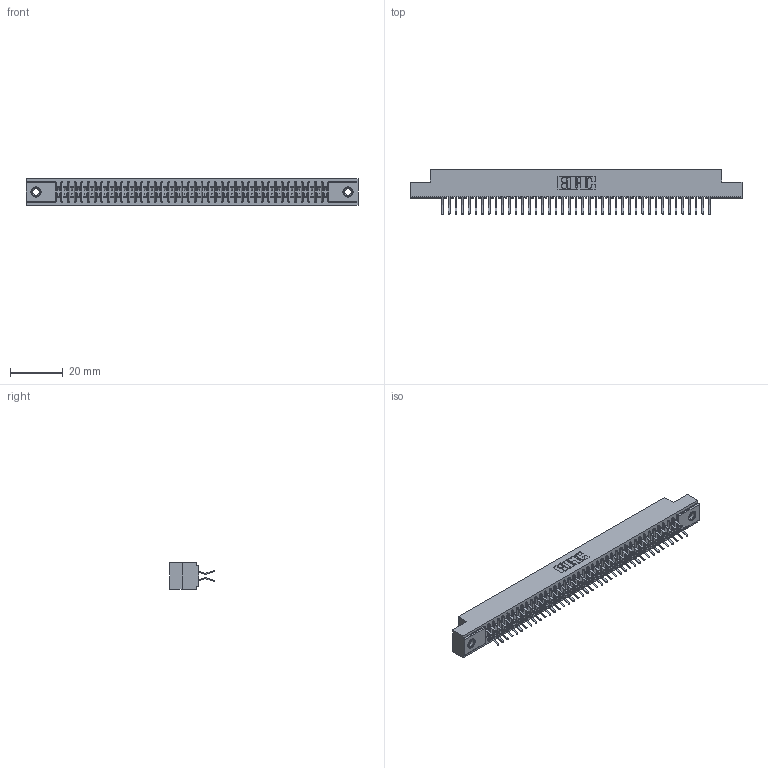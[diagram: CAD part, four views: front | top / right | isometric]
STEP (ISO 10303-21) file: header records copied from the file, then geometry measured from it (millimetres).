
FILE_DESCRIPTION (( 'STEP AP203' ), '1' );
FILE_NAME ('341-082-556-207.STEP', '2018-08-07T22:21:04', ( '' ), ( '' ), 'SwSTEP 2.0', 'SolidWorks 2016', '' );
FILE_SCHEMA (( 'CONFIG_CONTROL_DESIGN' ));
Length unit declared in the file: inch
Products named in the file (4): 341 Part_.156 (3.96) Dia Mounting Holes; 341-292-001_341-292-156; 345-250-001_345-250-005-103; 341-082-556-207
Assembly tree (85 placements, depth 2):
  341-082-556-207
    341 Part_.156 (3.96) Dia Mounting Holes
    341-292-001_341-292-156  x82
    345-250-001_345-250-005-103  x2
Bounding box: 126.36 x 17.07 x 10.16 mm (x, y, z)
Volume: 9343.1 mm3; surface area: 16785 mm2
Topology: 85 solids, 85 shells, 5916 faces, 17139 edges, 11114 vertices
Faces by surface type: plane 3380, cylinder 2356, sphere 84, torus 84, cone 12
Entity records: 51077 total; most frequent: CARTESIAN_POINT 8474, ORIENTED_EDGE 8414, DIRECTION 8239, EDGE_CURVE 4207, VECTOR 3389, LINE 3389, VERTEX_POINT 2660, AXIS2_PLACEMENT_3D 2425
